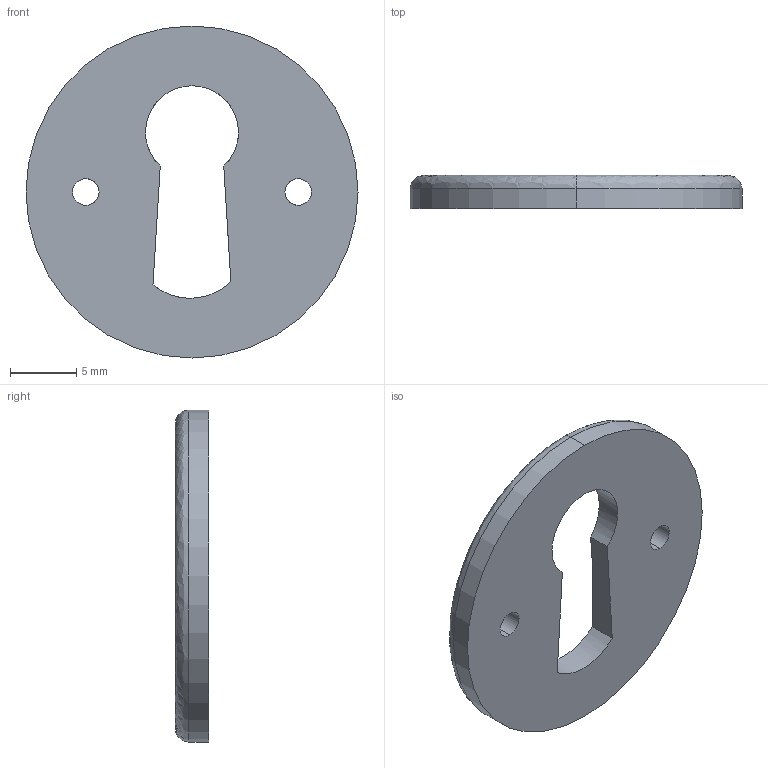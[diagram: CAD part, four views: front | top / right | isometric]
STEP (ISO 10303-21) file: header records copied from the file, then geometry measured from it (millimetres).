
FILE_DESCRIPTION (( 'STEP AP214' ), '1' );
FILE_NAME ('F003247_3D.step', '2022-08-15T13:05:43', ( '' ), ( '' ), 'SwSTEP 2.0', 'SolidWorks 2020', '' );
FILE_SCHEMA (( 'AUTOMOTIVE_DESIGN' ));
Length unit declared in the file: millimetre
Products named in the file (1): F003247_3D
Bounding box: 25 x 2.5 x 25 mm (x, y, z)
Volume: 892.1 mm3; surface area: 1067.2 mm2
Topology: 1 solids, 1 shells, 17 faces, 42 edges, 27 vertices
Faces by surface type: cylinder 9, plane 4, bspline 2, torus 2
Entity records: 705 total; most frequent: CARTESIAN_POINT 271, ORIENTED_EDGE 84, DIRECTION 79, EDGE_CURVE 42, AXIS2_PLACEMENT_3D 33, VERTEX_POINT 27, EDGE_LOOP 23, ADVANCED_FACE 17
